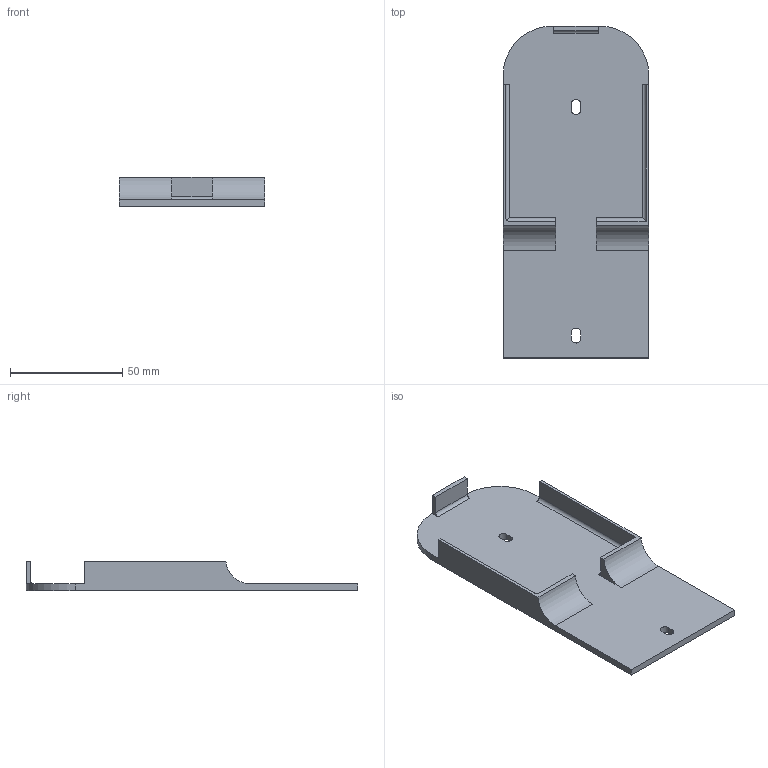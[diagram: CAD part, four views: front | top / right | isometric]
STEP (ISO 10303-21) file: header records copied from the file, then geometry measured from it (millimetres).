
FILE_DESCRIPTION(/* description */ (''),/* implementation_level */ '2;1');
FILE_NAME(/* name */ 'SupportWiFiAlpha v2.stp',/* time_stamp */ '2020-12-05T18:11:12+01:00',/* author */ (''),/* organization */ (''),/* preprocessor_version */ 'ST-DEVELOPER v18.1',/* originating_system */ 'Autodesk Translation Framework v9.3.0.1241',/* authorisation */ '');
FILE_SCHEMA (('AUTOMOTIVE_DESIGN { 1 0 10303 214 3 1 1 }'));
Length unit declared in the file: millimetre
Products named in the file (1): Support_WiFi_Alpha
Bounding box: 65 x 147.9 x 13 mm (x, y, z)
Volume: 32225.7 mm3; surface area: 23699 mm2
Topology: 1 solids, 1 shells, 38 faces, 107 edges, 71 vertices
Faces by surface type: plane 24, cylinder 14
Entity records: 1271 total; most frequent: CARTESIAN_POINT 217, ORIENTED_EDGE 214, DIRECTION 212, EDGE_CURVE 107, LINE 80, VECTOR 80, VERTEX_POINT 71, AXIS2_PLACEMENT_3D 66
